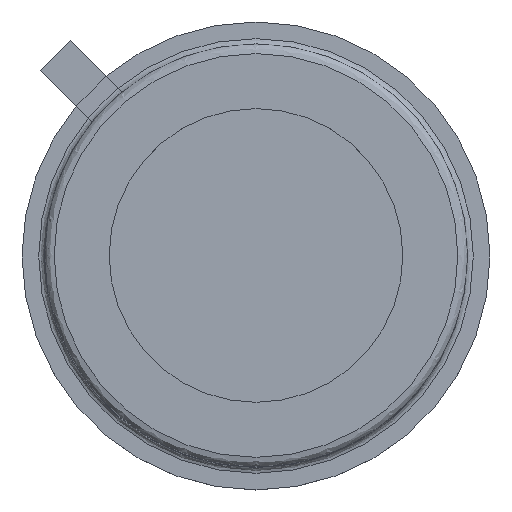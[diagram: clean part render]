
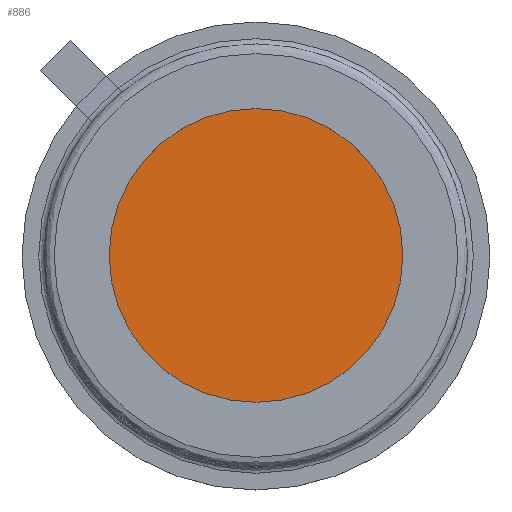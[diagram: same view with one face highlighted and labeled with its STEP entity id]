
A CAD part, top view. The second image highlights one B-rep face of the part: STEP entity #886.
In plain terms, the highlighted face is planar.
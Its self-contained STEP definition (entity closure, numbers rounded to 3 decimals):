
#886 = ADVANCED_FACE('',(#887),#900,.T.);
#887 = FACE_BOUND('',#888,.F.);
#888 = EDGE_LOOP('',(#889));
#889 = ORIENTED_EDGE('',*,*,#890,.F.);
#890 = EDGE_CURVE('',#891,#891,#893,.T.);
#891 = VERTEX_POINT('',#892);
#892 = CARTESIAN_POINT('',(-0.41,11.349,0.));
#893 = SURFACE_CURVE('',#894,(#899,#911),.PCURVE_S1.);
#894 = CIRCLE('',#895,2.95);
#895 = AXIS2_PLACEMENT_3D('',#896,#897,#898);
#896 = CARTESIAN_POINT('',(2.54,11.349,0.));
#897 = DIRECTION('',(0.,1.,0.));
#898 = DIRECTION('',(-1.,0.,0.));
#899 = PCURVE('',#900,#905);
#900 = PLANE('',#901);
#901 = AXIS2_PLACEMENT_3D('',#902,#903,#904);
#902 = CARTESIAN_POINT('',(2.54,11.349,0.));
#903 = DIRECTION('',(0.,1.,0.));
#904 = DIRECTION('',(-1.,0.,0.));
#905 = DEFINITIONAL_REPRESENTATION('',(#906),#910);
#906 = CIRCLE('',#907,2.95);
#907 = AXIS2_PLACEMENT_2D('',#908,#909);
#908 = CARTESIAN_POINT('',(0.,0.));
#909 = DIRECTION('',(1.,0.));
#910 = ( GEOMETRIC_REPRESENTATION_CONTEXT(2) 
PARAMETRIC_REPRESENTATION_CONTEXT() REPRESENTATION_CONTEXT('2D SPACE',''
  ) );
#911 = PCURVE('',#912,#917);
#912 = CYLINDRICAL_SURFACE('',#913,2.95);
#913 = AXIS2_PLACEMENT_3D('',#914,#915,#916);
#914 = CARTESIAN_POINT('',(2.54,11.349,0.));
#915 = DIRECTION('',(0.,-1.,0.));
#916 = DIRECTION('',(-1.,0.,0.));
#917 = DEFINITIONAL_REPRESENTATION('',(#918),#922);
#918 = LINE('',#919,#920);
#919 = CARTESIAN_POINT('',(0.,0.));
#920 = VECTOR('',#921,1.);
#921 = DIRECTION('',(-1.,0.));
#922 = ( GEOMETRIC_REPRESENTATION_CONTEXT(2) 
PARAMETRIC_REPRESENTATION_CONTEXT() REPRESENTATION_CONTEXT('2D SPACE',''
  ) );
